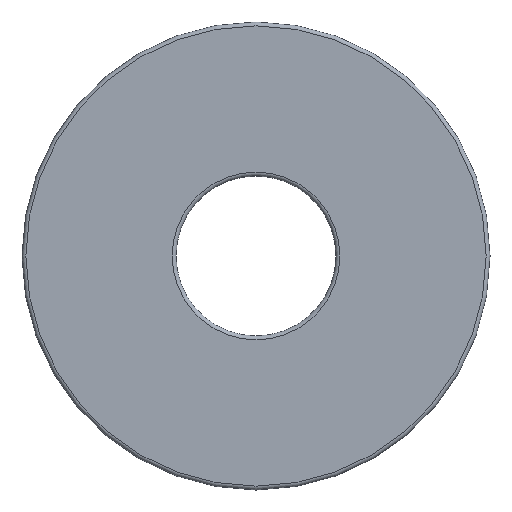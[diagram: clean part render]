
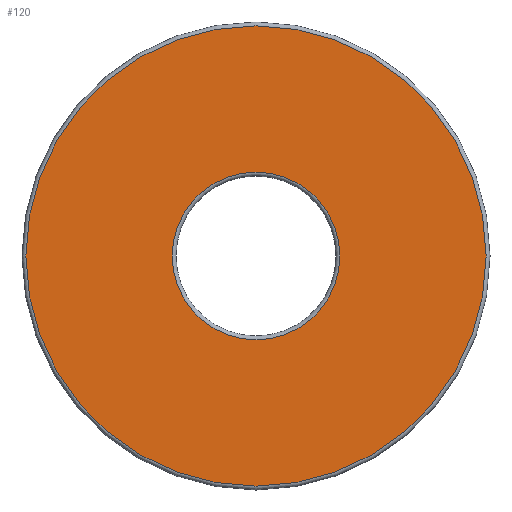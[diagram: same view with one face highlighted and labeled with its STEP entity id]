
A CAD part, left-side view. The second image highlights one B-rep face of the part: STEP entity #120.
In plain terms, the highlighted planar face has unit normal (-1, 0, 0).
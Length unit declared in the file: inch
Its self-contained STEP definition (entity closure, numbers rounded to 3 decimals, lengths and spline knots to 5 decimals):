
#22=FACE_BOUND('',#38,.T.);
#25=PLANE('',#146);
#28=FACE_OUTER_BOUND('',#37,.T.);
#37=EDGE_LOOP('',(#89));
#38=EDGE_LOOP('',(#90));
#48=CIRCLE('',#143,0.08465);
#51=CIRCLE('',#147,0.23228);
#61=VERTEX_POINT('',#214);
#63=VERTEX_POINT('',#220);
#70=EDGE_CURVE('',#61,#61,#48,.T.);
#73=EDGE_CURVE('',#63,#63,#51,.T.);
#89=ORIENTED_EDGE('',*,*,#73,.F.);
#90=ORIENTED_EDGE('',*,*,#70,.F.);
#120=ADVANCED_FACE('',(#28,#22),#25,.T.);
#143=AXIS2_PLACEMENT_3D('',#215,#168,#169);
#146=AXIS2_PLACEMENT_3D('',#219,#174,#175);
#147=AXIS2_PLACEMENT_3D('',#221,#176,#177);
#168=DIRECTION('center_axis',(-1.,0.,0.));
#169=DIRECTION('ref_axis',(0.,0.,1.));
#174=DIRECTION('center_axis',(-1.,0.,0.));
#175=DIRECTION('ref_axis',(0.,0.,1.));
#176=DIRECTION('center_axis',(1.,0.,0.));
#177=DIRECTION('ref_axis',(0.,0.,1.));
#214=CARTESIAN_POINT('',(-0.14764,0.,0.08465));
#215=CARTESIAN_POINT('Origin',(-0.14764,0.,0.));
#219=CARTESIAN_POINT('Origin',(-0.14764,0.,-0.23622));
#220=CARTESIAN_POINT('',(-0.14764,0.,0.23228));
#221=CARTESIAN_POINT('Origin',(-0.14764,0.,0.));
